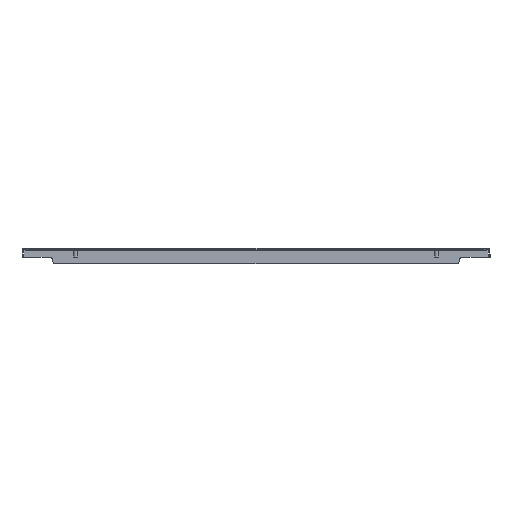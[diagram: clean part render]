
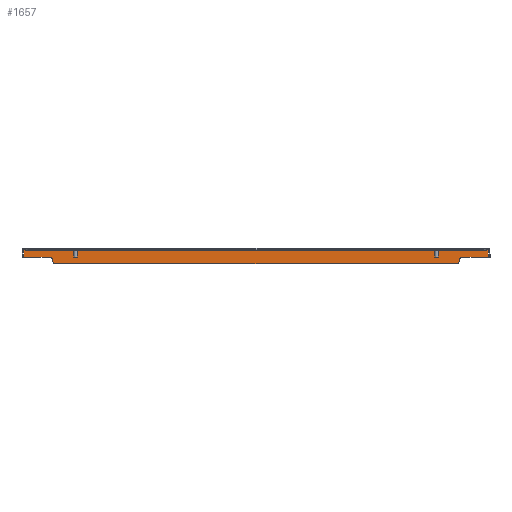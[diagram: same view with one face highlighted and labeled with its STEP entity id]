
A CAD part, front view. The second image highlights one B-rep face of the part: STEP entity #1657.
In plain terms, the highlighted planar face has unit normal (0, -1, 0).
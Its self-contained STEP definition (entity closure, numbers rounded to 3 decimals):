
#81 = ORIENTED_EDGE ( 'NONE', *, *, #4483, .T. ) ;
#165 = CIRCLE ( 'NONE', #7958, 5. ) ;
#260 = ORIENTED_EDGE ( 'NONE', *, *, #3793, .F. ) ;
#299 = VERTEX_POINT ( 'NONE', #6370 ) ;
#554 = DIRECTION ( 'NONE',  ( 0., 0., 1. ) ) ;
#611 = CARTESIAN_POINT ( 'NONE',  ( 381.086, 1098.5, -25. ) ) ;
#819 = VERTEX_POINT ( 'NONE', #3809 ) ;
#914 = ORIENTED_EDGE ( 'NONE', *, *, #1384, .F. ) ;
#919 = VERTEX_POINT ( 'NONE', #6975 ) ;
#1107 = DIRECTION ( 'NONE',  ( 0., 0., -1. ) ) ;
#1123 = DIRECTION ( 'NONE',  ( 0., 1., 0. ) ) ;
#1208 = CARTESIAN_POINT ( 'NONE',  ( 381.086, 1098.5, -22.8 ) ) ;
#1361 = DIRECTION ( 'NONE',  ( 0., 0., 1. ) ) ;
#1384 = EDGE_CURVE ( 'NONE', #1797, #2968, #7240, .T. ) ;
#1438 = DIRECTION ( 'NONE',  ( 0., 0., -1. ) ) ;
#1559 = AXIS2_PLACEMENT_3D ( 'NONE', #6119, #4222, #554 ) ;
#1634 = CARTESIAN_POINT ( 'NONE',  ( 0., 1098.5, -30. ) ) ;
#1644 = ORIENTED_EDGE ( 'NONE', *, *, #4785, .F. ) ;
#1657 = ADVANCED_FACE ( 'NONE', ( #4213 ), #7938, .F. ) ;
#1658 = CARTESIAN_POINT ( 'NONE',  ( 436.086, 1098.5, -17.8 ) ) ;
#1666 = ORIENTED_EDGE ( 'NONE', *, *, #7435, .T. ) ;
#1759 = LINE ( 'NONE', #4260, #1919 ) ;
#1797 = VERTEX_POINT ( 'NONE', #2569 ) ;
#1823 = DIRECTION ( 'NONE',  ( -1., 0., 0. ) ) ;
#1859 = LINE ( 'NONE', #7402, #6153 ) ;
#1907 = DIRECTION ( 'NONE',  ( 0., -1., 0. ) ) ;
#1919 = VECTOR ( 'NONE', #1438, 1000. ) ;
#2079 = EDGE_CURVE ( 'NONE', #7461, #2968, #4366, .T. ) ;
#2199 = ORIENTED_EDGE ( 'NONE', *, *, #5190, .T. ) ;
#2234 = CARTESIAN_POINT ( 'NONE',  ( -381.086, 1098.5, -25. ) ) ;
#2372 = DIRECTION ( 'NONE',  ( 0., 0., 1. ) ) ;
#2402 = CARTESIAN_POINT ( 'NONE',  ( -436.086, 1098.5, -17.8 ) ) ;
#2443 = DIRECTION ( 'NONE',  ( 0., 0., 1. ) ) ;
#2490 = LINE ( 'NONE', #4261, #7422 ) ;
#2569 = CARTESIAN_POINT ( 'NONE',  ( 436.086, 1098.5, -17.8 ) ) ;
#2954 = CARTESIAN_POINT ( 'NONE',  ( 0., 1098.5, 0. ) ) ;
#2968 = VERTEX_POINT ( 'NONE', #7111 ) ;
#3168 = EDGE_CURVE ( 'NONE', #7461, #5785, #5559, .T. ) ;
#3637 = CARTESIAN_POINT ( 'NONE',  ( -436.086, 1098.5, -17.8 ) ) ;
#3793 = EDGE_CURVE ( 'NONE', #4666, #7015, #2490, .T. ) ;
#3809 = CARTESIAN_POINT ( 'NONE',  ( -376.086, 1098.5, -30. ) ) ;
#3813 = ORIENTED_EDGE ( 'NONE', *, *, #8027, .F. ) ;
#3819 = ORIENTED_EDGE ( 'NONE', *, *, #7164, .T. ) ;
#3832 = AXIS2_PLACEMENT_3D ( 'NONE', #3959, #7087, #4670 ) ;
#3959 = CARTESIAN_POINT ( 'NONE',  ( 386.086, 1098.5, -22.8 ) ) ;
#4213 = FACE_OUTER_BOUND ( 'NONE', #6762, .T. ) ;
#4218 = DIRECTION ( 'NONE',  ( 1., 0., 0. ) ) ;
#4222 = DIRECTION ( 'NONE',  ( 0., 1., 0. ) ) ;
#4260 = CARTESIAN_POINT ( 'NONE',  ( 436.086, 1098.5, -1.5 ) ) ;
#4261 = CARTESIAN_POINT ( 'NONE',  ( -381.086, 1098.5, -30. ) ) ;
#4366 = CIRCLE ( 'NONE', #3832, 5. ) ;
#4483 = EDGE_CURVE ( 'NONE', #6665, #5785, #165, .T. ) ;
#4586 = ORIENTED_EDGE ( 'NONE', *, *, #6458, .F. ) ;
#4666 = VERTEX_POINT ( 'NONE', #2234 ) ;
#4670 = DIRECTION ( 'NONE',  ( 0., 0., 1. ) ) ;
#4683 = CARTESIAN_POINT ( 'NONE',  ( -376.086, 1098.5, -25. ) ) ;
#4719 = DIRECTION ( 'NONE',  ( 0., -1., 0. ) ) ;
#4761 = LINE ( 'NONE', #1634, #7122 ) ;
#4785 = EDGE_CURVE ( 'NONE', #919, #4794, #5617, .T. ) ;
#4794 = VERTEX_POINT ( 'NONE', #2402 ) ;
#4903 = LINE ( 'NONE', #6135, #7915 ) ;
#4985 = DIRECTION ( 'NONE',  ( 1., 0., 0. ) ) ;
#5038 = CARTESIAN_POINT ( 'NONE',  ( 376.086, 1098.5, -25. ) ) ;
#5090 = CIRCLE ( 'NONE', #1559, 5. ) ;
#5124 = ORIENTED_EDGE ( 'NONE', *, *, #6292, .T. ) ;
#5190 = EDGE_CURVE ( 'NONE', #4666, #819, #6221, .T. ) ;
#5267 = CARTESIAN_POINT ( 'NONE',  ( -381.086, 1098.5, -22.8 ) ) ;
#5559 = LINE ( 'NONE', #8024, #7281 ) ;
#5617 = LINE ( 'NONE', #3637, #5622 ) ;
#5622 = VECTOR ( 'NONE', #1823, 1000. ) ;
#5784 = VECTOR ( 'NONE', #5865, 1000. ) ;
#5785 = VERTEX_POINT ( 'NONE', #611 ) ;
#5865 = DIRECTION ( 'NONE',  ( -1., 0., 0. ) ) ;
#6119 = CARTESIAN_POINT ( 'NONE',  ( -386.086, 1098.5, -22.8 ) ) ;
#6135 = CARTESIAN_POINT ( 'NONE',  ( -436.086, 1098.5, 0. ) ) ;
#6153 = VECTOR ( 'NONE', #4985, 1000. ) ;
#6221 = CIRCLE ( 'NONE', #7505, 5. ) ;
#6292 = EDGE_CURVE ( 'NONE', #819, #6665, #4761, .T. ) ;
#6370 = CARTESIAN_POINT ( 'NONE',  ( -436.086, 1098.5, -3. ) ) ;
#6458 = EDGE_CURVE ( 'NONE', #7001, #1797, #1759, .T. ) ;
#6638 = ORIENTED_EDGE ( 'NONE', *, *, #2079, .T. ) ;
#6665 = VERTEX_POINT ( 'NONE', #7283 ) ;
#6762 = EDGE_LOOP ( 'NONE', ( #260, #2199, #5124, #81, #7856, #6638, #914, #4586, #3813, #3819, #1644, #1666 ) ) ;
#6975 = CARTESIAN_POINT ( 'NONE',  ( -386.086, 1098.5, -17.8 ) ) ;
#7001 = VERTEX_POINT ( 'NONE', #7726 ) ;
#7015 = VERTEX_POINT ( 'NONE', #5267 ) ;
#7077 = AXIS2_PLACEMENT_3D ( 'NONE', #2954, #1123, #2443 ) ;
#7087 = DIRECTION ( 'NONE',  ( 0., 1., 0. ) ) ;
#7111 = CARTESIAN_POINT ( 'NONE',  ( 386.086, 1098.5, -17.8 ) ) ;
#7122 = VECTOR ( 'NONE', #4218, 1000. ) ;
#7133 = DIRECTION ( 'NONE',  ( 0., 0., 1. ) ) ;
#7164 = EDGE_CURVE ( 'NONE', #299, #4794, #4903, .T. ) ;
#7240 = LINE ( 'NONE', #1658, #5784 ) ;
#7281 = VECTOR ( 'NONE', #7419, 1000. ) ;
#7283 = CARTESIAN_POINT ( 'NONE',  ( 376.086, 1098.5, -30. ) ) ;
#7402 = CARTESIAN_POINT ( 'NONE',  ( -439., 1098.5, -3. ) ) ;
#7419 = DIRECTION ( 'NONE',  ( 0., 0., -1. ) ) ;
#7422 = VECTOR ( 'NONE', #2372, 1000. ) ;
#7435 = EDGE_CURVE ( 'NONE', #919, #7015, #5090, .T. ) ;
#7461 = VERTEX_POINT ( 'NONE', #1208 ) ;
#7505 = AXIS2_PLACEMENT_3D ( 'NONE', #4683, #4719, #7133 ) ;
#7726 = CARTESIAN_POINT ( 'NONE',  ( 436.086, 1098.5, -3. ) ) ;
#7856 = ORIENTED_EDGE ( 'NONE', *, *, #3168, .F. ) ;
#7915 = VECTOR ( 'NONE', #1107, 1000. ) ;
#7938 = PLANE ( 'NONE',  #7077 ) ;
#7958 = AXIS2_PLACEMENT_3D ( 'NONE', #5038, #1907, #1361 ) ;
#8024 = CARTESIAN_POINT ( 'NONE',  ( 381.086, 1098.5, -30. ) ) ;
#8027 = EDGE_CURVE ( 'NONE', #299, #7001, #1859, .T. ) ;
